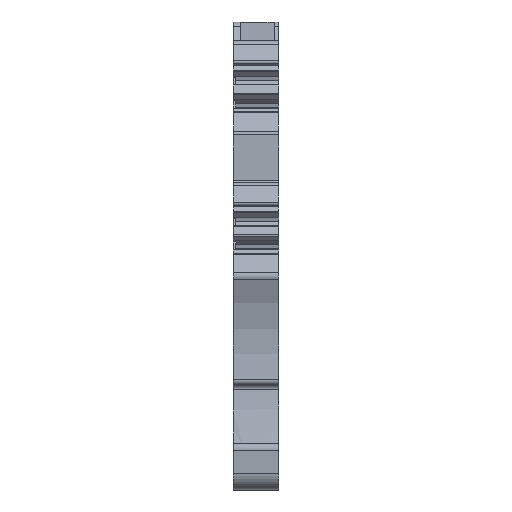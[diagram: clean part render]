
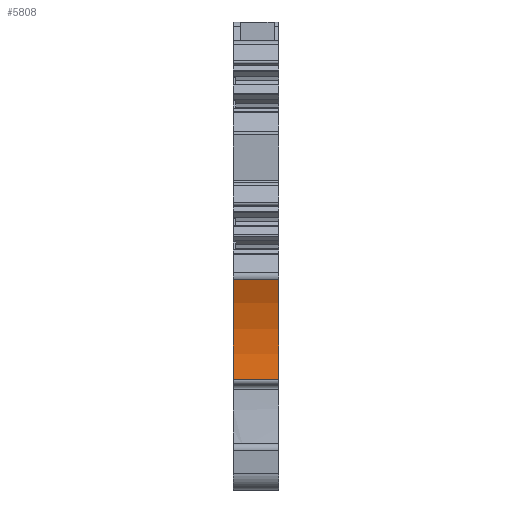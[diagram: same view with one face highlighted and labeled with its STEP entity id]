
A CAD part, front view. The second image highlights one B-rep face of the part: STEP entity #5808.
In plain terms, the highlighted cylindrical face has radius 20 mm (diameter 40 mm), a partial arc.
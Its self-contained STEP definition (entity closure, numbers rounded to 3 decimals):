
#970=AXIS2_PLACEMENT_3D('Circle Axis2P3D',#968,#969,$) ;
#5788=AXIS2_PLACEMENT_3D('Cylinder Axis2P3D',#5785,#5786,#5787) ;
#5792=AXIS2_PLACEMENT_3D('Circle Axis2P3D',#5790,#5791,$) ;
#965=CARTESIAN_POINT('Vertex',(0.,1.651,12.477)) ;
#968=CARTESIAN_POINT('Axis2P3D Location',(0.,-18.113,15.54)) ;
#972=CARTESIAN_POINT('Vertex',(0.,0.084,23.838)) ;
#5769=CARTESIAN_POINT('Vertex',(5.1,1.651,12.477)) ;
#5772=CARTESIAN_POINT('Line Origine',(5.1,1.651,12.477)) ;
#5785=CARTESIAN_POINT('Axis2P3D Location',(5.1,-18.113,15.54)) ;
#5790=CARTESIAN_POINT('Axis2P3D Location',(5.1,-18.113,15.54)) ;
#5794=CARTESIAN_POINT('Vertex',(5.1,0.084,23.838)) ;
#5797=CARTESIAN_POINT('Line Origine',(5.1,0.084,23.838)) ;
#969=DIRECTION('Axis2P3D Direction',(1.,-0.,0.)) ;
#5773=DIRECTION('Vector Direction',(1.,0.,0.)) ;
#5786=DIRECTION('Axis2P3D Direction',(1.,0.,-0.)) ;
#5787=DIRECTION('Axis2P3D XDirection',(0.,0.,-1.)) ;
#5791=DIRECTION('Axis2P3D Direction',(1.,0.,-0.)) ;
#5798=DIRECTION('Vector Direction',(1.,0.,0.)) ;
#5774=VECTOR('Line Direction',#5773,1.) ;
#5799=VECTOR('Line Direction',#5798,1.) ;
#5803=ORIENTED_EDGE('',*,*,#974,.F.) ;
#5804=ORIENTED_EDGE('',*,*,#5776,.F.) ;
#5805=ORIENTED_EDGE('',*,*,#5796,.T.) ;
#5806=ORIENTED_EDGE('',*,*,#5801,.T.) ;
#5808=ADVANCED_FACE('_ZDK 2.5 DU-PE 1689970000',(#5807),#5789,.F.) ;
#971=CIRCLE('generated circle',#970,20.) ;
#5793=CIRCLE('generated circle',#5792,20.) ;
#5789=CYLINDRICAL_SURFACE('generated cylinder',#5788,20.) ;
#974=EDGE_CURVE('',#966,#973,#971,.T.) ;
#5776=EDGE_CURVE('',#5770,#966,#5775,.F.) ;
#5796=EDGE_CURVE('',#5770,#5795,#5793,.T.) ;
#5801=EDGE_CURVE('',#5795,#973,#5800,.F.) ;
#5802=EDGE_LOOP('',(#5803,#5804,#5805,#5806)) ;
#5807=FACE_OUTER_BOUND('',#5802,.T.) ;
#5775=LINE('Line',#5772,#5774) ;
#5800=LINE('Line',#5797,#5799) ;
#966=VERTEX_POINT('',#965) ;
#973=VERTEX_POINT('',#972) ;
#5770=VERTEX_POINT('',#5769) ;
#5795=VERTEX_POINT('',#5794) ;
